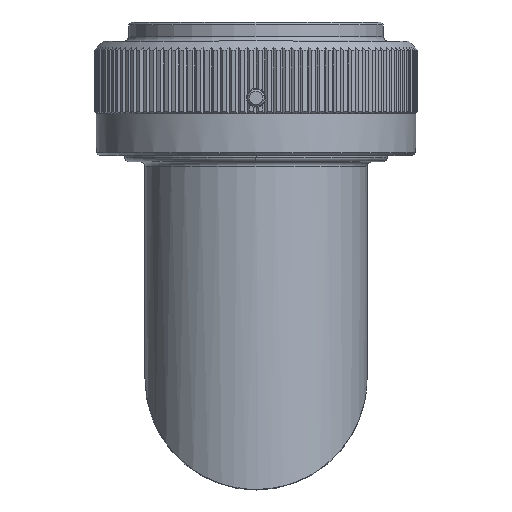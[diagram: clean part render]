
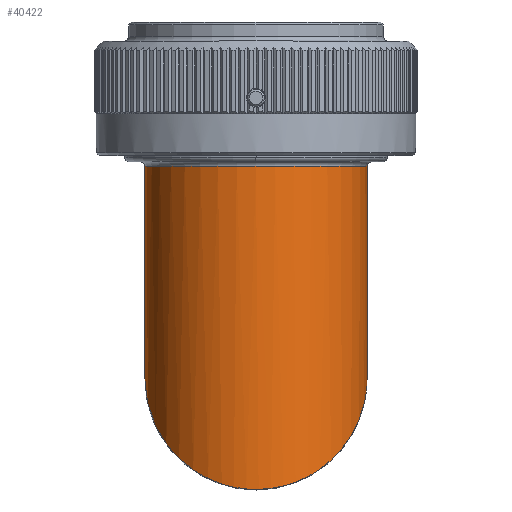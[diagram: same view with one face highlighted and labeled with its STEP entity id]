
A CAD part, top view. The second image highlights one B-rep face of the part: STEP entity #40422.
In plain terms, the highlighted cylindrical face has radius 12.25 mm (diameter 24.5 mm), a partial arc.
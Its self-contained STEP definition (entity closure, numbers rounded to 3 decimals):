
#2=CARTESIAN_POINT('',(-12.25,-19.18,0.));
#25=CARTESIAN_POINT('',(12.25,-19.18,0.));
#50=CARTESIAN_POINT('',(-12.25,-19.18,0.));
#51=CARTESIAN_POINT('',(-12.25,-19.851,0.664));
#52=CARTESIAN_POINT('',(-12.143,-21.196,2.019));
#53=CARTESIAN_POINT('',(-11.61,-23.286,4.105));
#54=CARTESIAN_POINT('',(-10.713,-25.245,6.065));
#55=CARTESIAN_POINT('',(-9.541,-26.949,7.769));
#56=CARTESIAN_POINT('',(-8.212,-28.332,9.152));
#57=CARTESIAN_POINT('',(-6.795,-29.423,10.243));
#58=CARTESIAN_POINT('',(-5.298,-30.267,11.087));
#59=CARTESIAN_POINT('',(-3.801,-30.86,11.68));
#60=CARTESIAN_POINT('',(-2.293,-31.247,12.067));
#61=CARTESIAN_POINT('',(-0.758,-31.438,12.258));
#62=CARTESIAN_POINT('',(0.755,-31.438,12.258));
#63=CARTESIAN_POINT('',(2.29,-31.247,12.067));
#64=CARTESIAN_POINT('',(3.799,-30.861,11.681));
#65=CARTESIAN_POINT('',(5.294,-30.268,11.088));
#66=CARTESIAN_POINT('',(6.791,-29.425,10.245));
#67=CARTESIAN_POINT('',(8.209,-28.334,9.155));
#68=CARTESIAN_POINT('',(9.538,-26.952,7.772));
#69=CARTESIAN_POINT('',(10.711,-25.25,6.07));
#70=CARTESIAN_POINT('',(11.608,-23.291,4.11));
#71=CARTESIAN_POINT('',(12.143,-21.2,2.023));
#72=CARTESIAN_POINT('',(12.25,-19.853,0.666));
#73=CARTESIAN_POINT('',(12.25,-19.18,0.));
#75=DIRECTION('',(0.,1.,0.));
#76=VECTOR('',#75,23.4);
#77=CARTESIAN_POINT('',(-12.25,-19.18,0.));
#78=LINE('',#77,#76);
#79=CARTESIAN_POINT('',(0.,4.22,0.));
#80=DIRECTION('',(0.,-1.,0.));
#81=DIRECTION('',(1.,0.,0.));
#82=AXIS2_PLACEMENT_3D('',#79,#80,#81);
#84=DIRECTION('',(0.,1.,0.));
#85=VECTOR('',#84,23.4);
#86=CARTESIAN_POINT('',(12.25,-19.18,0.));
#87=LINE('',#86,#85);
#36016=CARTESIAN_POINT('',(12.25,4.22,0.));
#36017=CARTESIAN_POINT('',(-12.25,4.22,0.));
#36018=VERTEX_POINT('',#36016);
#36019=VERTEX_POINT('',#36017);
#40363=VERTEX_POINT('',#2);
#40364=VERTEX_POINT('',#25);
#40410=CARTESIAN_POINT('',(0.,-49.245,0.));
#40411=DIRECTION('',(0.,1.,0.));
#40412=DIRECTION('',(1.,0.,0.));
#40413=AXIS2_PLACEMENT_3D('',#40410,#40411,#40412);
#40414=CYLINDRICAL_SURFACE('',#40413,12.25);
#40415=ORIENTED_EDGE('',*,*,#40401,.F.);
#40416=ORIENTED_EDGE('',*,*,#40376,.T.);
#40418=ORIENTED_EDGE('',*,*,#40417,.F.);
#40419=ORIENTED_EDGE('',*,*,#40372,.F.);
#40420=EDGE_LOOP('',(#40415,#40416,#40418,#40419));
#40421=FACE_OUTER_BOUND('',#40420,.F.);
#40422=ADVANCED_FACE('',(#40421),#40414,.T.);
#74=B_SPLINE_CURVE_WITH_KNOTS('',3,(#50,#51,#52,#53,#54,#55,#56,#57,#58,#59,#60,
#61,#62,#63,#64,#65,#66,#67,#68,#69,#70,#71,#72,#73),.UNSPECIFIED.,.F.,.F.,(4,1,
1,1,1,1,1,1,1,1,1,1,1,1,1,1,1,1,1,1,1,4),(0.,0.048,
0.095,0.143,0.19,0.238,
0.286,0.333,0.381,0.429,
0.476,0.524,0.571,0.619,
0.667,0.714,0.762,0.81,
0.857,0.905,0.952,1.),.UNSPECIFIED.);
#83=CIRCLE('',#82,12.25);
#40372=EDGE_CURVE('',#40364,#36018,#87,.T.);
#40376=EDGE_CURVE('',#40363,#36019,#78,.T.);
#40401=EDGE_CURVE('',#40363,#40364,#74,.T.);
#40417=EDGE_CURVE('',#36018,#36019,#83,.T.);
